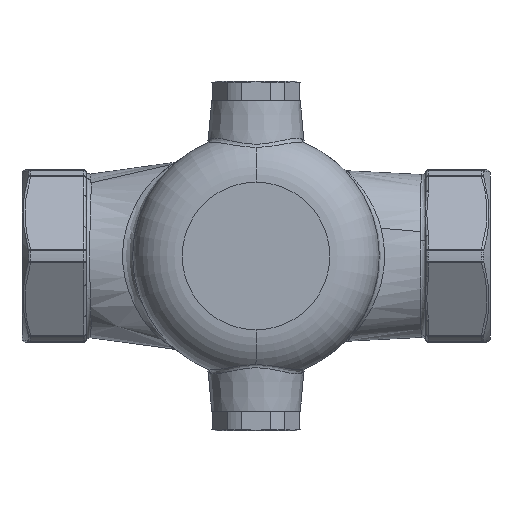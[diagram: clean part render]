
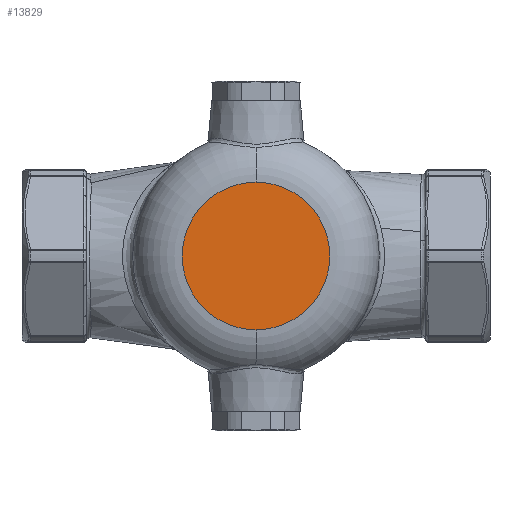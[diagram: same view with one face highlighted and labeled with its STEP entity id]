
A CAD part, front view. The second image highlights one B-rep face of the part: STEP entity #13829.
In plain terms, the highlighted planar face has unit normal (0, -1, 0).
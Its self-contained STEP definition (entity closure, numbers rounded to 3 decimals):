
#2234 = VERTEX_POINT ( 'NONE', #50773 ) ;
#7375 = PLANE ( 'NONE',  #44346 ) ;
#8780 = CARTESIAN_POINT ( 'NONE',  ( 0., -33.5, 0. ) ) ;
#11572 = CIRCLE ( 'NONE', #25534, 15. ) ;
#13829 = ADVANCED_FACE ( 'NONE', ( #38867 ), #7375, .T. ) ;
#14865 = CIRCLE ( 'NONE', #54316, 15. ) ;
#15938 = DIRECTION ( 'NONE',  ( 0., -1., 0. ) ) ;
#19143 = CARTESIAN_POINT ( 'NONE',  ( 0., -33.5, 0. ) ) ;
#20630 = ORIENTED_EDGE ( 'NONE', *, *, #32038, .F. ) ;
#21486 = DIRECTION ( 'NONE',  ( 0., 1., 0. ) ) ;
#23592 = DIRECTION ( 'NONE',  ( 0., 1., 0. ) ) ;
#25534 = AXIS2_PLACEMENT_3D ( 'NONE', #8780, #21486, #30259 ) ;
#25801 = VERTEX_POINT ( 'NONE', #46214 ) ;
#29797 = CARTESIAN_POINT ( 'NONE',  ( 0., -33.5, -15. ) ) ;
#30259 = DIRECTION ( 'NONE',  ( 0., 0., -1. ) ) ;
#32038 = EDGE_CURVE ( 'NONE', #25801, #2234, #14865, .T. ) ;
#38460 = ORIENTED_EDGE ( 'NONE', *, *, #41161, .F. ) ;
#38867 = FACE_OUTER_BOUND ( 'NONE', #45348, .T. ) ;
#41161 = EDGE_CURVE ( 'NONE', #2234, #25801, #11572, .T. ) ;
#44346 = AXIS2_PLACEMENT_3D ( 'NONE', #29797, #15938, #51733 ) ;
#45348 = EDGE_LOOP ( 'NONE', ( #38460, #20630 ) ) ;
#46214 = CARTESIAN_POINT ( 'NONE',  ( 0., -33.5, 15. ) ) ;
#50196 = DIRECTION ( 'NONE',  ( 0., 0., -1. ) ) ;
#50773 = CARTESIAN_POINT ( 'NONE',  ( 0., -33.5, -15. ) ) ;
#51733 = DIRECTION ( 'NONE',  ( 0., 0., 1. ) ) ;
#54316 = AXIS2_PLACEMENT_3D ( 'NONE', #19143, #23592, #50196 ) ;
